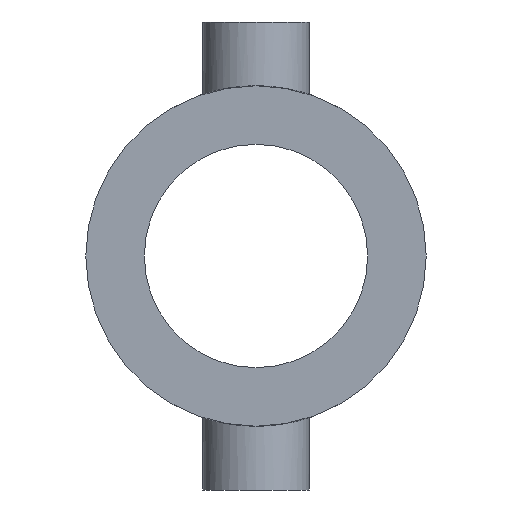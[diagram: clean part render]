
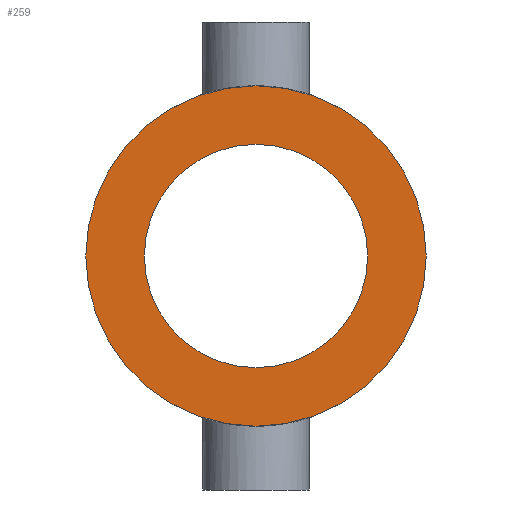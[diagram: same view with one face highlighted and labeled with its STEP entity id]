
A CAD part, front view. The second image highlights one B-rep face of the part: STEP entity #259.
In plain terms, the highlighted planar face has unit normal (0, -1, 0).
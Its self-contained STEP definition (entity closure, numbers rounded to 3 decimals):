
#2 = ORIENTED_EDGE ( 'NONE', *, *, #536, .F. ) ;
#19 = DIRECTION ( 'NONE',  ( 0., 0., 1. ) ) ;
#30 = ORIENTED_EDGE ( 'NONE', *, *, #490, .F. ) ;
#40 = CARTESIAN_POINT ( 'NONE',  ( 0., -5., -5.25 ) ) ;
#43 = CIRCLE ( 'NONE', #602, 5.25 ) ;
#46 = CARTESIAN_POINT ( 'NONE',  ( 0., -5., 5.25 ) ) ;
#52 = ORIENTED_EDGE ( 'NONE', *, *, #75, .T. ) ;
#75 = EDGE_CURVE ( 'NONE', #571, #291, #524, .T. ) ;
#143 = AXIS2_PLACEMENT_3D ( 'NONE', #528, #579, #19 ) ;
#154 = EDGE_LOOP ( 'NONE', ( #52, #607 ) ) ;
#164 = EDGE_LOOP ( 'NONE', ( #30, #2 ) ) ;
#176 = CARTESIAN_POINT ( 'NONE',  ( 0., -5., 8. ) ) ;
#180 = CARTESIAN_POINT ( 'NONE',  ( 0., -5., 0. ) ) ;
#190 = CARTESIAN_POINT ( 'NONE',  ( 0., -5., -8. ) ) ;
#191 = VERTEX_POINT ( 'NONE', #176 ) ;
#229 = CIRCLE ( 'NONE', #457, 8. ) ;
#231 = VERTEX_POINT ( 'NONE', #190 ) ;
#238 = DIRECTION ( 'NONE',  ( 0., 0., 1. ) ) ;
#254 = CIRCLE ( 'NONE', #534, 8. ) ;
#259 = ADVANCED_FACE ( 'NONE', ( #376, #280 ), #335, .F. ) ;
#280 = FACE_BOUND ( 'NONE', #154, .T. ) ;
#281 = CARTESIAN_POINT ( 'NONE',  ( 0., -5., 0. ) ) ;
#291 = VERTEX_POINT ( 'NONE', #46 ) ;
#312 = DIRECTION ( 'NONE',  ( 0., 0., 1. ) ) ;
#322 = DIRECTION ( 'NONE',  ( 0., 0., 1. ) ) ;
#331 = DIRECTION ( 'NONE',  ( 0., 1., 0. ) ) ;
#335 = PLANE ( 'NONE',  #339 ) ;
#339 = AXIS2_PLACEMENT_3D ( 'NONE', #568, #511, #238 ) ;
#376 = FACE_OUTER_BOUND ( 'NONE', #164, .T. ) ;
#398 = DIRECTION ( 'NONE',  ( 0., 1., 0. ) ) ;
#457 = AXIS2_PLACEMENT_3D ( 'NONE', #180, #398, #501 ) ;
#490 = EDGE_CURVE ( 'NONE', #231, #191, #229, .T. ) ;
#501 = DIRECTION ( 'NONE',  ( 0., 0., 1. ) ) ;
#511 = DIRECTION ( 'NONE',  ( 0., 1., 0. ) ) ;
#524 = CIRCLE ( 'NONE', #143, 5.25 ) ;
#528 = CARTESIAN_POINT ( 'NONE',  ( 0., -5., 0. ) ) ;
#534 = AXIS2_PLACEMENT_3D ( 'NONE', #594, #587, #312 ) ;
#536 = EDGE_CURVE ( 'NONE', #191, #231, #254, .T. ) ;
#568 = CARTESIAN_POINT ( 'NONE',  ( 0., -5., 0. ) ) ;
#571 = VERTEX_POINT ( 'NONE', #40 ) ;
#575 = EDGE_CURVE ( 'NONE', #291, #571, #43, .T. ) ;
#579 = DIRECTION ( 'NONE',  ( 0., 1., 0. ) ) ;
#587 = DIRECTION ( 'NONE',  ( 0., 1., 0. ) ) ;
#594 = CARTESIAN_POINT ( 'NONE',  ( 0., -5., 0. ) ) ;
#602 = AXIS2_PLACEMENT_3D ( 'NONE', #281, #331, #322 ) ;
#607 = ORIENTED_EDGE ( 'NONE', *, *, #575, .T. ) ;
